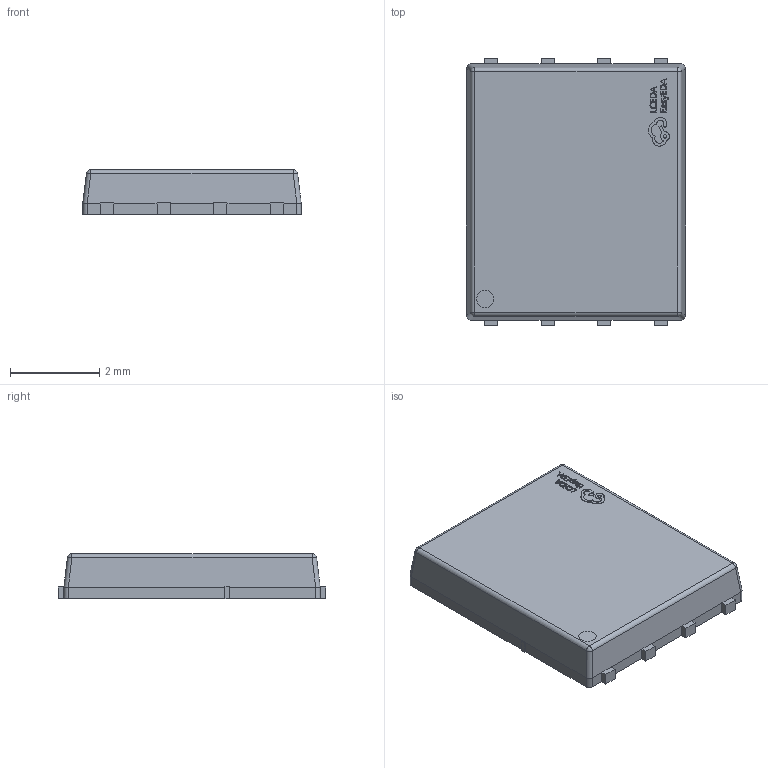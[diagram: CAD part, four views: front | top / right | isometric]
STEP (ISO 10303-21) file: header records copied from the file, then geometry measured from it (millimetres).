
FILE_DESCRIPTION (( 'STEP AP214' ), '1' );
FILE_NAME ('DFN-8_L5.8-W4.9-P1.27-LS6.0-BL.step', '2022-06-30T13:34:17', ( '' ), ( '' ), 'SwSTEP 2.0', 'SolidWorks 2020', '' );
FILE_SCHEMA (( 'AUTOMOTIVE_DESIGN' ));
Length unit declared in the file: millimetre
Products named in the file (1): DFN-8_L5.8-W4.9-P1.27-LS6.0-BL
Bounding box: 4.92 x 6 x 1.02 mm (x, y, z)
Volume: 27.6 mm3; surface area: 76.3 mm2
Topology: 1 solids, 1 shells, 430 faces, 1191 edges, 790 vertices
Faces by surface type: plane 300, bspline 112, cylinder 14, sphere 4
Entity records: 19493 total; most frequent: CARTESIAN_POINT 4552, ORIENTED_EDGE 2382, DIRECTION 1609, EDGE_CURVE 1191, VECTOR 931, LINE 931, VERTEX_POINT 790, EDGE_LOOP 457
